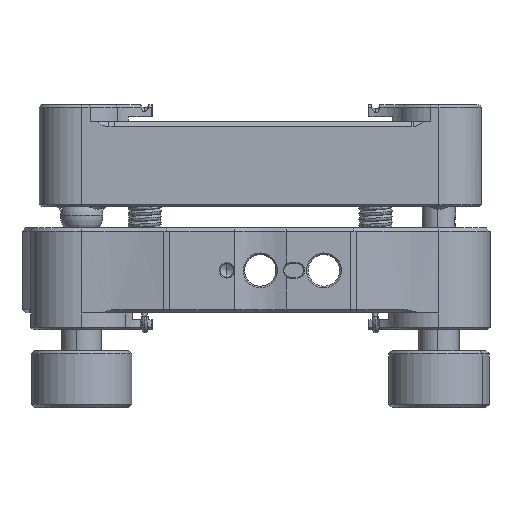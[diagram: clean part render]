
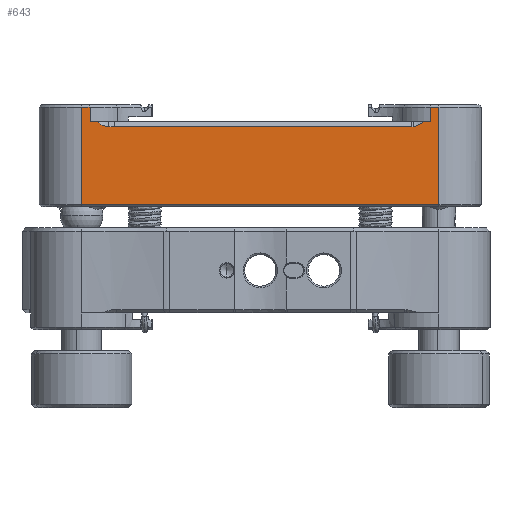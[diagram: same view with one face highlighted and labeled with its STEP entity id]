
A CAD part, front view. The second image highlights one B-rep face of the part: STEP entity #643.
In plain terms, the highlighted planar face has unit normal (0, -1, 0).
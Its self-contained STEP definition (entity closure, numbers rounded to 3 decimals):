
#9 = VECTOR ( 'NONE', #15930, 1000. ) ;
#237 = CARTESIAN_POINT ( 'NONE',  ( -67.333, 7.609, 41.479 ) ) ;
#331 = CARTESIAN_POINT ( 'NONE',  ( -63.425, 7.609, 29.84 ) ) ;
#571 = VECTOR ( 'NONE', #9205, 1000. ) ;
#643 = ADVANCED_FACE ( 'NONE', ( #24376 ), #24518, .F. ) ;
#931 = EDGE_CURVE ( 'NONE', #8123, #22342, #9517, .T. ) ;
#1174 = VERTEX_POINT ( 'NONE', #25993 ) ;
#1266 = CARTESIAN_POINT ( 'NONE',  ( -66.057, 7.609, 29.079 ) ) ;
#1773 = CARTESIAN_POINT ( 'NONE',  ( -66.057, 7.609, 26.92 ) ) ;
#2289 = LINE ( 'NONE', #13169, #2432 ) ;
#2432 = VECTOR ( 'NONE', #20340, 1000. ) ;
#2876 = EDGE_CURVE ( 'NONE', #8123, #18842, #27828, .T. ) ;
#3165 = VECTOR ( 'NONE', #17054, 1000. ) ;
#3461 = LINE ( 'NONE', #27726, #14715 ) ;
#3543 = B_SPLINE_CURVE_WITH_KNOTS ( 'NONE', 3,
 ( #13856, #22262, #7551, #16642, #9615, #7411, #29072, #22964 ),
 .UNSPECIFIED., .F., .F.,
 ( 4, 2, 2, 4 ),
 ( 0.005, 0.006, 0.006, 0.006 ),
 .UNSPECIFIED. ) ;
#3912 = CARTESIAN_POINT ( 'NONE',  ( -63.478, 7.609, 29.837 ) ) ;
#4263 = DIRECTION ( 'NONE',  ( 1., 0., 0. ) ) ;
#4281 = CARTESIAN_POINT ( 'NONE',  ( -67.333, 7.609, 26.92 ) ) ;
#4464 = CARTESIAN_POINT ( 'NONE',  ( -63.269, 7.609, 29.848 ) ) ;
#4557 = DIRECTION ( 'NONE',  ( 0., 1., 0. ) ) ;
#4747 = CARTESIAN_POINT ( 'NONE',  ( -63.334, 7.609, 29.845 ) ) ;
#4899 = VERTEX_POINT ( 'NONE', #18802 ) ;
#4944 = EDGE_CURVE ( 'NONE', #10752, #6215, #2289, .T. ) ;
#5203 = DIRECTION ( 'NONE',  ( 0., 0., -1. ) ) ;
#5495 = LINE ( 'NONE', #16913, #26476 ) ;
#5745 = ORIENTED_EDGE ( 'NONE', *, *, #27113, .F. ) ;
#5917 = VERTEX_POINT ( 'NONE', #25906 ) ;
#6065 = DIRECTION ( 'NONE',  ( -1., 0., 0. ) ) ;
#6074 = DIRECTION ( 'NONE',  ( 0., 0., -1. ) ) ;
#6215 = VERTEX_POINT ( 'NONE', #24822 ) ;
#6357 = B_SPLINE_CURVE_WITH_KNOTS ( 'NONE', 3,
 ( #3912, #15910, #331, #12889, #15761, #8863, #4747, #26787, #15621, #4464 ),
 .UNSPECIFIED., .F., .F.,
 ( 4, 3, 3, 4 ),
 ( 0., 0., 0., 0. ),
 .UNSPECIFIED. ) ;
#6538 = ORIENTED_EDGE ( 'NONE', *, *, #28463, .T. ) ;
#6817 = VERTEX_POINT ( 'NONE', #11571 ) ;
#7411 = CARTESIAN_POINT ( 'NONE',  ( -63.773, 7.609, 29.789 ) ) ;
#7551 = CARTESIAN_POINT ( 'NONE',  ( -64.589, 7.609, 29.431 ) ) ;
#8123 = VERTEX_POINT ( 'NONE', #237 ) ;
#8314 = B_SPLINE_CURVE_WITH_KNOTS ( 'NONE', 3,
 ( #9513, #14057, #12016, #23006, #18302, #20930, #27296, #25067 ),
 .UNSPECIFIED., .F., .F.,
 ( 4, 2, 2, 4 ),
 ( 0.014, 0.015, 0.015, 0.016 ),
 .UNSPECIFIED. ) ;
#8863 = CARTESIAN_POINT ( 'NONE',  ( -63.356, 7.609, 29.844 ) ) ;
#9076 = EDGE_LOOP ( 'NONE', ( #22049, #26281, #5745, #25044, #14073, #23724, #14627, #17338, #6538, #16817, #16710, #13587, #14216, #29035 ) ) ;
#9205 = DIRECTION ( 'NONE',  ( 0., 0., -1. ) ) ;
#9484 = CARTESIAN_POINT ( 'NONE',  ( -13.993, 7.609, 41.479 ) ) ;
#9513 = CARTESIAN_POINT ( 'NONE',  ( -18.057, 7.609, 29.848 ) ) ;
#9517 = LINE ( 'NONE', #18749, #28719 ) ;
#9615 = CARTESIAN_POINT ( 'NONE',  ( -64.055, 7.609, 29.696 ) ) ;
#9654 = CARTESIAN_POINT ( 'NONE',  ( -15.27, 7.609, 29.079 ) ) ;
#9935 = AXIS2_PLACEMENT_3D ( 'NONE', #11031, #4557, #4263 ) ;
#10259 = LINE ( 'NONE', #1266, #18700 ) ;
#10752 = VERTEX_POINT ( 'NONE', #11928 ) ;
#11031 = CARTESIAN_POINT ( 'NONE',  ( -40.663, 7.609, 41.779 ) ) ;
#11571 = CARTESIAN_POINT ( 'NONE',  ( -63.478, 7.609, 29.837 ) ) ;
#11635 = VECTOR ( 'NONE', #6065, 1000. ) ;
#11897 = EDGE_CURVE ( 'NONE', #16856, #6817, #3543, .T. ) ;
#11928 = CARTESIAN_POINT ( 'NONE',  ( -63.269, 7.609, 29.848 ) ) ;
#11984 = EDGE_CURVE ( 'NONE', #22342, #20592, #5495, .T. ) ;
#12016 = CARTESIAN_POINT ( 'NONE',  ( -17.725, 7.609, 29.827 ) ) ;
#12164 = EDGE_CURVE ( 'NONE', #17066, #18842, #12531, .T. ) ;
#12286 = DIRECTION ( 'NONE',  ( 0., 0., -1. ) ) ;
#12520 = LINE ( 'NONE', #28250, #3165 ) ;
#12531 = LINE ( 'NONE', #23391, #21274 ) ;
#12889 = CARTESIAN_POINT ( 'NONE',  ( -63.399, 7.609, 29.842 ) ) ;
#13169 = CARTESIAN_POINT ( 'NONE',  ( -40.663, 7.609, 29.848 ) ) ;
#13587 = ORIENTED_EDGE ( 'NONE', *, *, #16941, .F. ) ;
#13856 = CARTESIAN_POINT ( 'NONE',  ( -65.055, 7.609, 29.079 ) ) ;
#13911 = CARTESIAN_POINT ( 'NONE',  ( -15.27, 7.609, 29.079 ) ) ;
#14057 = CARTESIAN_POINT ( 'NONE',  ( -17.893, 7.609, 29.848 ) ) ;
#14073 = ORIENTED_EDGE ( 'NONE', *, *, #11897, .T. ) ;
#14216 = ORIENTED_EDGE ( 'NONE', *, *, #11984, .F. ) ;
#14233 = CARTESIAN_POINT ( 'NONE',  ( -66.057, 7.609, 29.079 ) ) ;
#14627 = ORIENTED_EDGE ( 'NONE', *, *, #4944, .T. ) ;
#14715 = VECTOR ( 'NONE', #12286, 1000. ) ;
#15621 = CARTESIAN_POINT ( 'NONE',  ( -63.291, 7.609, 29.847 ) ) ;
#15761 = CARTESIAN_POINT ( 'NONE',  ( -63.378, 7.609, 29.843 ) ) ;
#15910 = CARTESIAN_POINT ( 'NONE',  ( -63.452, 7.609, 29.839 ) ) ;
#15930 = DIRECTION ( 'NONE',  ( 1., 0., 0. ) ) ;
#16548 = DIRECTION ( 'NONE',  ( 1., 0., 0. ) ) ;
#16642 = CARTESIAN_POINT ( 'NONE',  ( -64.194, 7.609, 29.636 ) ) ;
#16710 = ORIENTED_EDGE ( 'NONE', *, *, #25311, .T. ) ;
#16760 = CARTESIAN_POINT ( 'NONE',  ( -13.993, 7.609, 26.92 ) ) ;
#16817 = ORIENTED_EDGE ( 'NONE', *, *, #29041, .T. ) ;
#16856 = VERTEX_POINT ( 'NONE', #21451 ) ;
#16913 = CARTESIAN_POINT ( 'NONE',  ( -13.993, 7.609, 41.779 ) ) ;
#16941 = EDGE_CURVE ( 'NONE', #20592, #1174, #12520, .T. ) ;
#16969 = EDGE_CURVE ( 'NONE', #4899, #6215, #17210, .T. ) ;
#16992 = DIRECTION ( 'NONE',  ( 1., 0., 0. ) ) ;
#17054 = DIRECTION ( 'NONE',  ( -1., 0., 0. ) ) ;
#17066 = VERTEX_POINT ( 'NONE', #1773 ) ;
#17210 = LINE ( 'NONE', #26479, #11635 ) ;
#17338 = ORIENTED_EDGE ( 'NONE', *, *, #16969, .F. ) ;
#18002 = LINE ( 'NONE', #9654, #571 ) ;
#18302 = CARTESIAN_POINT ( 'NONE',  ( -17.249, 7.609, 29.688 ) ) ;
#18567 = EDGE_CURVE ( 'NONE', #26053, #16856, #10259, .T. ) ;
#18700 = VECTOR ( 'NONE', #16992, 1000. ) ;
#18749 = CARTESIAN_POINT ( 'NONE',  ( -13.993, 7.609, 41.479 ) ) ;
#18802 = CARTESIAN_POINT ( 'NONE',  ( -18.057, 7.609, 29.848 ) ) ;
#18842 = VERTEX_POINT ( 'NONE', #4281 ) ;
#20337 = VECTOR ( 'NONE', #5203, 1000. ) ;
#20340 = DIRECTION ( 'NONE',  ( 1., 0., 0. ) ) ;
#20592 = VERTEX_POINT ( 'NONE', #16760 ) ;
#20930 = CARTESIAN_POINT ( 'NONE',  ( -16.798, 7.609, 29.474 ) ) ;
#21163 = DIRECTION ( 'NONE',  ( -1., 0., 0. ) ) ;
#21274 = VECTOR ( 'NONE', #21163, 1000. ) ;
#21380 = VERTEX_POINT ( 'NONE', #13911 ) ;
#21451 = CARTESIAN_POINT ( 'NONE',  ( -65.055, 7.609, 29.079 ) ) ;
#22049 = ORIENTED_EDGE ( 'NONE', *, *, #2876, .T. ) ;
#22262 = CARTESIAN_POINT ( 'NONE',  ( -64.828, 7.609, 29.263 ) ) ;
#22342 = VERTEX_POINT ( 'NONE', #9484 ) ;
#22964 = CARTESIAN_POINT ( 'NONE',  ( -63.478, 7.609, 29.837 ) ) ;
#23006 = CARTESIAN_POINT ( 'NONE',  ( -17.405, 7.609, 29.746 ) ) ;
#23391 = CARTESIAN_POINT ( 'NONE',  ( -40.663, 7.609, 26.92 ) ) ;
#23724 = ORIENTED_EDGE ( 'NONE', *, *, #24115, .T. ) ;
#24115 = EDGE_CURVE ( 'NONE', #6817, #10752, #6357, .T. ) ;
#24376 = FACE_OUTER_BOUND ( 'NONE', #9076, .T. ) ;
#24518 = PLANE ( 'NONE',  #9935 ) ;
#24822 = CARTESIAN_POINT ( 'NONE',  ( -18.891, 7.609, 29.848 ) ) ;
#25044 = ORIENTED_EDGE ( 'NONE', *, *, #18567, .T. ) ;
#25067 = CARTESIAN_POINT ( 'NONE',  ( -16.272, 7.609, 29.079 ) ) ;
#25162 = CARTESIAN_POINT ( 'NONE',  ( -67.333, 7.609, 41.779 ) ) ;
#25181 = LINE ( 'NONE', #27563, #9 ) ;
#25311 = EDGE_CURVE ( 'NONE', #21380, #1174, #18002, .T. ) ;
#25906 = CARTESIAN_POINT ( 'NONE',  ( -16.272, 7.609, 29.079 ) ) ;
#25993 = CARTESIAN_POINT ( 'NONE',  ( -15.27, 7.609, 26.92 ) ) ;
#26053 = VERTEX_POINT ( 'NONE', #14233 ) ;
#26281 = ORIENTED_EDGE ( 'NONE', *, *, #12164, .F. ) ;
#26476 = VECTOR ( 'NONE', #6074, 1000. ) ;
#26479 = CARTESIAN_POINT ( 'NONE',  ( -40.663, 7.609, 29.849 ) ) ;
#26787 = CARTESIAN_POINT ( 'NONE',  ( -63.313, 7.609, 29.846 ) ) ;
#27113 = EDGE_CURVE ( 'NONE', #26053, #17066, #3461, .T. ) ;
#27296 = CARTESIAN_POINT ( 'NONE',  ( -16.528, 7.609, 29.286 ) ) ;
#27563 = CARTESIAN_POINT ( 'NONE',  ( -66.057, 7.609, 29.079 ) ) ;
#27726 = CARTESIAN_POINT ( 'NONE',  ( -66.057, 7.609, 29.079 ) ) ;
#27828 = LINE ( 'NONE', #25162, #20337 ) ;
#28250 = CARTESIAN_POINT ( 'NONE',  ( -40.663, 7.609, 26.92 ) ) ;
#28463 = EDGE_CURVE ( 'NONE', #4899, #5917, #8314, .T. ) ;
#28719 = VECTOR ( 'NONE', #16548, 1000. ) ;
#29035 = ORIENTED_EDGE ( 'NONE', *, *, #931, .F. ) ;
#29041 = EDGE_CURVE ( 'NONE', #5917, #21380, #25181, .T. ) ;
#29072 = CARTESIAN_POINT ( 'NONE',  ( -63.628, 7.609, 29.821 ) ) ;
